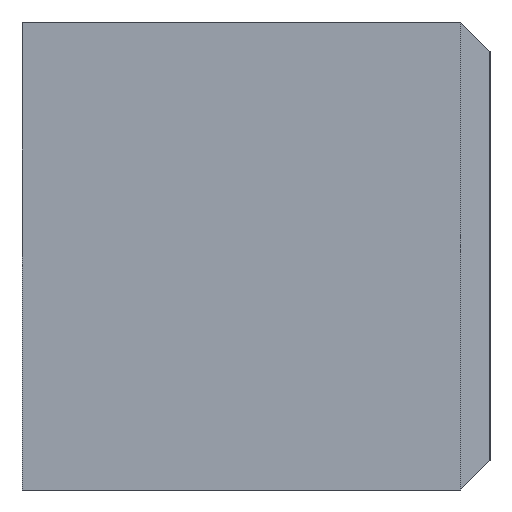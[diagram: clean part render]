
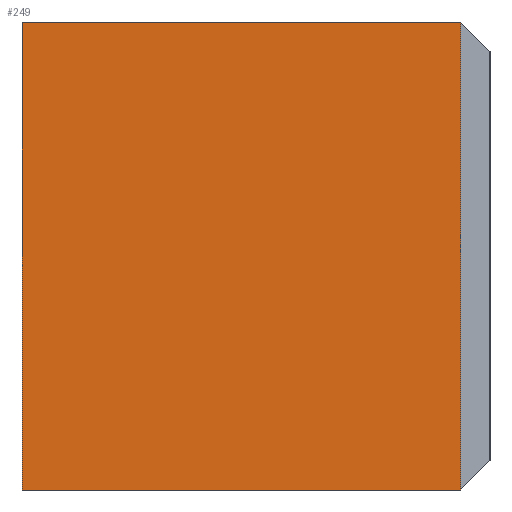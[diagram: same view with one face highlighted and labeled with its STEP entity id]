
A CAD part, left-side view. The second image highlights one B-rep face of the part: STEP entity #249.
In plain terms, the highlighted planar face has unit normal (-1, 0, 0).
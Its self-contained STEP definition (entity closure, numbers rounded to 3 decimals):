
#28=ORIENTED_EDGE('',*,*,#91,.T.);
#29=ORIENTED_EDGE('',*,*,#92,.T.);
#30=ORIENTED_EDGE('',*,*,#88,.F.);
#31=ORIENTED_EDGE('',*,*,#93,.T.);
#88=EDGE_CURVE('',#120,#121,#140,.T.);
#91=EDGE_CURVE('',#122,#123,#143,.T.);
#92=EDGE_CURVE('',#123,#121,#144,.T.);
#93=EDGE_CURVE('',#120,#122,#145,.T.);
#120=VERTEX_POINT('',#366);
#121=VERTEX_POINT('',#367);
#122=VERTEX_POINT('',#372);
#123=VERTEX_POINT('',#373);
#140=LINE('',#365,#172);
#143=LINE('',#371,#175);
#144=LINE('',#374,#176);
#145=LINE('',#375,#177);
#172=VECTOR('',#300,1000.);
#175=VECTOR('',#305,1000.);
#176=VECTOR('',#306,1000.);
#177=VECTOR('',#307,1000.);
#202=EDGE_LOOP('',(#28,#29,#30,#31));
#218=FACE_BOUND('',#202,.T.);
#234=PLANE('',#277);
#249=ADVANCED_FACE('',(#218),#234,.T.);
#277=AXIS2_PLACEMENT_3D('',#370,#303,#304);
#300=DIRECTION('',(0.,-1.,0.));
#303=DIRECTION('',(-1.,0.,0.));
#304=DIRECTION('',(0.,0.,1.));
#305=DIRECTION('',(0.,-1.,0.));
#306=DIRECTION('',(0.,0.,1.));
#307=DIRECTION('',(0.,0.,-1.));
#365=CARTESIAN_POINT('',(-112.5,80.,40.));
#366=CARTESIAN_POINT('',(-112.5,80.,40.));
#367=CARTESIAN_POINT('',(-112.5,5.,40.));
#370=CARTESIAN_POINT('',(-112.5,80.,40.));
#371=CARTESIAN_POINT('',(-112.5,80.,-40.));
#372=CARTESIAN_POINT('',(-112.5,80.,-40.));
#373=CARTESIAN_POINT('',(-112.5,5.,-40.));
#374=CARTESIAN_POINT('',(-112.5,5.,40.));
#375=CARTESIAN_POINT('',(-112.5,80.,40.));
